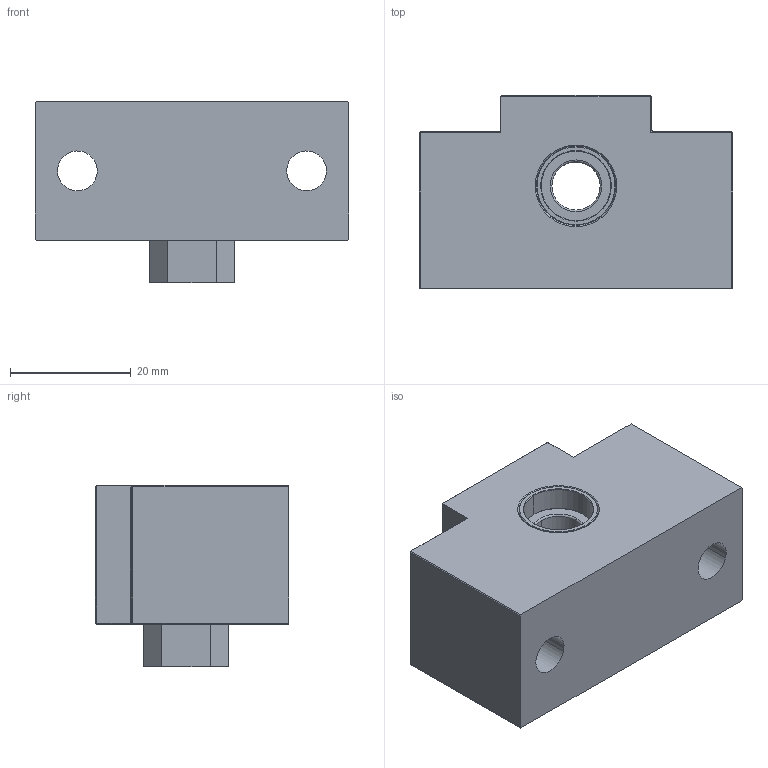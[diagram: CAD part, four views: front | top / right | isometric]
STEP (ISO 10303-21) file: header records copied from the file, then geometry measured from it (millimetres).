
FILE_DESCRIPTION(('STEP AP214'),'1');
FILE_NAME('608_BAS8.step','2018-08-26T02:38:24',(' '),(' '),'Spatial InterOp 3D',' ',' ');
FILE_SCHEMA(('automotive_design'));
Length unit declared in the file: millimetre
Products named in the file (6): 1; 2; 3; 4; 5; 6
Bounding box: 52 x 32 x 30 mm (x, y, z)
Volume: 30058.2 mm3; surface area: 15062.8 mm2
Topology: 6 solids, 6 shells, 633 faces, 1816 edges, 1120 vertices
Faces by surface type: plane 281, cylinder 108, torus 102, sphere 96, cone 46
Entity records: 29103 total; most frequent: CARTESIAN_POINT 7478, DIRECTION 3564, ORIENTED_EDGE 3536, EDGE_CURVE 1768, AXIS2_PLACEMENT_3D 1512, VERTEX_POINT 1120, CIRCLE 873, EDGE_LOOP 672
